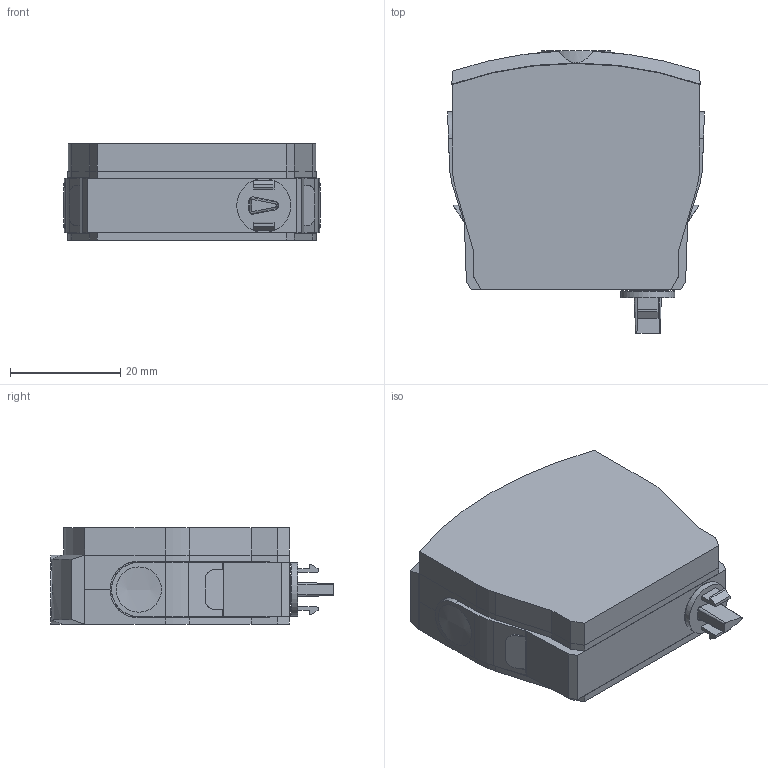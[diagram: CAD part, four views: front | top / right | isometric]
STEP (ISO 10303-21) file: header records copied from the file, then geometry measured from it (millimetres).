
FILE_DESCRIPTION (( 'STEP AP214' ), '1' );
FILE_NAME ('5080422.stp', '2022-08-29T11:28:32', ( '' ), ( '' ), 'SwSTEP 2.0', 'SolidWorks 2020', '' );
FILE_SCHEMA (( 'AUTOMOTIVE_DESIGN' ));
Length unit declared in the file: millimetre
Products named in the file (8): 123291_Standard; 123293_3D-Druck; 155731; 5080422; 070163; 125171; 123292_OS - rechter Deckel mit Aufbau; 123292_Standard - Deckel links + rechts
Assembly tree (7 placements, depth 3):
  5080422
    155731
      123291_Standard
    123293_3D-Druck
    070163
    123292_OS - rechter Deckel mit Aufbau
    123292_Standard - Deckel links + rechts
    125171
Bounding box: 46.51 x 51.1 x 17.4 mm (x, y, z)
Volume: 23589.4 mm3; surface area: 18888.2 mm2
Topology: 6 solids, 6 shells, 251 faces, 689 edges, 457 vertices
Faces by surface type: plane 180, cylinder 53, cone 9, sphere 8, torus 1
Full cylindrical faces by diameter (mm): 5.5 x1, 12.5 x1
Entity records: 9125 total; most frequent: CARTESIAN_POINT 1574, ORIENTED_EDGE 1368, DIRECTION 1322, EDGE_CURVE 684, LINE 514, VECTOR 514, VERTEX_POINT 456, AXIS2_PLACEMENT_3D 404
